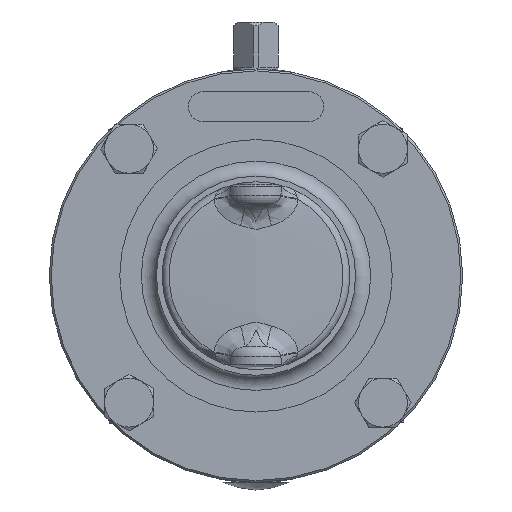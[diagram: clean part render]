
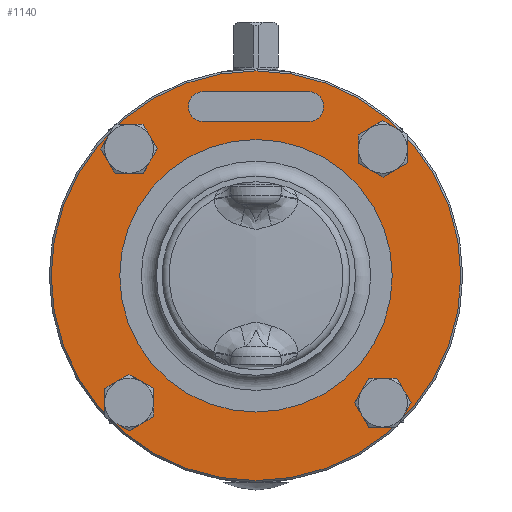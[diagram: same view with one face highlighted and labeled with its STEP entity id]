
A CAD part, left-side view. The second image highlights one B-rep face of the part: STEP entity #1140.
In plain terms, the highlighted planar face has unit normal (-1, 0, 0).
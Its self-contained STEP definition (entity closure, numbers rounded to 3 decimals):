
#1029=CARTESIAN_POINT('',(-10.,-36.25,0.));
#1030=VERTEX_POINT('',#1029);
#1031=CARTESIAN_POINT('',(-10.,0.0,0.0));
#1032=DIRECTION('',(-1.0,0.0,0.0));
#1033=DIRECTION('',(0.0,-1.0,0.0));
#1034=AXIS2_PLACEMENT_3D('',#1031,#1032,#1033);
#1035=CIRCLE('',#1034,36.25);
#1036=EDGE_CURVE('',#1030,#1030,#1035,.T.);
#1041=CARTESIAN_POINT('',(-10.0,-45.625,0.));
#1042=DIRECTION('',(-1.0,0.0,0.0));
#1043=DIRECTION('',(0.0,0.0,-1.0));
#1044=AXIS2_PLACEMENT_3D('',#1041,#1042,#1043);
#1045=PLANE('',#1044);
#1046=CARTESIAN_POINT('',(-10.0,-54.5,0.));
#1047=VERTEX_POINT('',#1046);
#1048=CARTESIAN_POINT('',(-10.0,0.0,0.0));
#1049=DIRECTION('',(1.0,0.0,0.0));
#1050=DIRECTION('',(0.0,1.0,0.0));
#1051=AXIS2_PLACEMENT_3D('',#1048,#1049,#1050);
#1052=CIRCLE('',#1051,54.5);
#1053=EDGE_CURVE('',#1047,#1047,#1052,.T.);
#1054=ORIENTED_EDGE('',*,*,#1053,.F.);
#1055=EDGE_LOOP('',(#1054));
#1056=FACE_OUTER_BOUND('',#1055,.T.);
#1057=CARTESIAN_POINT('',(-10.,14.,41.));
#1058=VERTEX_POINT('',#1057);
#1059=CARTESIAN_POINT('',(-10.,14.,49.));
#1060=VERTEX_POINT('',#1059);
#1061=CARTESIAN_POINT('',(-10.0,14.,45.));
#1062=DIRECTION('',(1.0,0.0,0.0));
#1063=DIRECTION('',(0.0,0.0,1.0));
#1064=AXIS2_PLACEMENT_3D('',#1061,#1062,#1063);
#1065=CIRCLE('',#1064,4.);
#1066=EDGE_CURVE('',#1058,#1060,#1065,.T.);
#1067=ORIENTED_EDGE('',*,*,#1066,.T.);
#1068=CARTESIAN_POINT('',(-10.,-14.,49.0));
#1069=VERTEX_POINT('',#1068);
#1070=CARTESIAN_POINT('',(-10.0,14.,49.));
#1071=DIRECTION('',(0.0,-1.0,0.0));
#1072=VECTOR('',#1071,28.0);
#1073=LINE('',#1070,#1072);
#1074=EDGE_CURVE('',#1060,#1069,#1073,.T.);
#1075=ORIENTED_EDGE('',*,*,#1074,.T.);
#1076=CARTESIAN_POINT('',(-10.,-14.,41.));
#1077=VERTEX_POINT('',#1076);
#1078=CARTESIAN_POINT('',(-10.0,-14.,45.));
#1079=DIRECTION('',(1.0,0.0,0.0));
#1080=DIRECTION('',(0.0,0.0,-1.0));
#1081=AXIS2_PLACEMENT_3D('',#1078,#1079,#1080);
#1082=CIRCLE('',#1081,4.);
#1083=EDGE_CURVE('',#1069,#1077,#1082,.T.);
#1084=ORIENTED_EDGE('',*,*,#1083,.T.);
#1085=CARTESIAN_POINT('',(-10.0,-14.,41.));
#1086=DIRECTION('',(0.0,1.0,0.0));
#1087=VECTOR('',#1086,28.0);
#1088=LINE('',#1085,#1087);
#1089=EDGE_CURVE('',#1077,#1058,#1088,.T.);
#1090=ORIENTED_EDGE('',*,*,#1089,.T.);
#1091=EDGE_LOOP('',(#1067,#1075,#1084,#1090));
#1092=FACE_BOUND('',#1091,.T.);
#1093=CARTESIAN_POINT('',(-10.,30.95,38.721));
#1094=VERTEX_POINT('',#1093);
#1095=CARTESIAN_POINT('',(-10.,33.764,33.764));
#1096=DIRECTION('',(1.0,0.,0.));
#1097=DIRECTION('',(0.,-0.494,0.87));
#1098=AXIS2_PLACEMENT_3D('',#1095,#1096,#1097);
#1099=CIRCLE('',#1098,5.7);
#1100=EDGE_CURVE('',#1094,#1094,#1099,.T.);
#1101=ORIENTED_EDGE('',*,*,#1100,.T.);
#1102=EDGE_LOOP('',(#1101));
#1103=FACE_BOUND('',#1102,.T.);
#1104=CARTESIAN_POINT('',(-10.,38.721,-30.95));
#1105=VERTEX_POINT('',#1104);
#1106=CARTESIAN_POINT('',(-10.,33.764,-33.764));
#1107=DIRECTION('',(1.0,0.,0.));
#1108=DIRECTION('',(0.,0.87,0.494));
#1109=AXIS2_PLACEMENT_3D('',#1106,#1107,#1108);
#1110=CIRCLE('',#1109,5.7);
#1111=EDGE_CURVE('',#1105,#1105,#1110,.T.);
#1112=ORIENTED_EDGE('',*,*,#1111,.T.);
#1113=EDGE_LOOP('',(#1112));
#1114=FACE_BOUND('',#1113,.T.);
#1115=CARTESIAN_POINT('',(-10.,-30.95,-38.721));
#1116=VERTEX_POINT('',#1115);
#1117=CARTESIAN_POINT('',(-10.,-33.764,-33.764));
#1118=DIRECTION('',(1.0,0.,0.));
#1119=DIRECTION('',(0.,0.494,-0.87));
#1120=AXIS2_PLACEMENT_3D('',#1117,#1118,#1119);
#1121=CIRCLE('',#1120,5.7);
#1122=EDGE_CURVE('',#1116,#1116,#1121,.T.);
#1123=ORIENTED_EDGE('',*,*,#1122,.T.);
#1124=EDGE_LOOP('',(#1123));
#1125=FACE_BOUND('',#1124,.T.);
#1126=CARTESIAN_POINT('',(-10.,-38.721,30.95));
#1127=VERTEX_POINT('',#1126);
#1128=CARTESIAN_POINT('',(-10.,-33.764,33.764));
#1129=DIRECTION('',(1.,0.,0.));
#1130=DIRECTION('',(0.,-0.87,-0.494));
#1131=AXIS2_PLACEMENT_3D('',#1128,#1129,#1130);
#1132=CIRCLE('',#1131,5.7);
#1133=EDGE_CURVE('',#1127,#1127,#1132,.T.);
#1134=ORIENTED_EDGE('',*,*,#1133,.T.);
#1135=EDGE_LOOP('',(#1134));
#1136=FACE_BOUND('',#1135,.T.);
#1137=ORIENTED_EDGE('',*,*,#1036,.F.);
#1138=EDGE_LOOP('',(#1137));
#1139=FACE_BOUND('',#1138,.T.);
#1140=ADVANCED_FACE('',(#1056,#1092,#1103,#1114,#1125,#1136,#1139),#1045,.T.);
